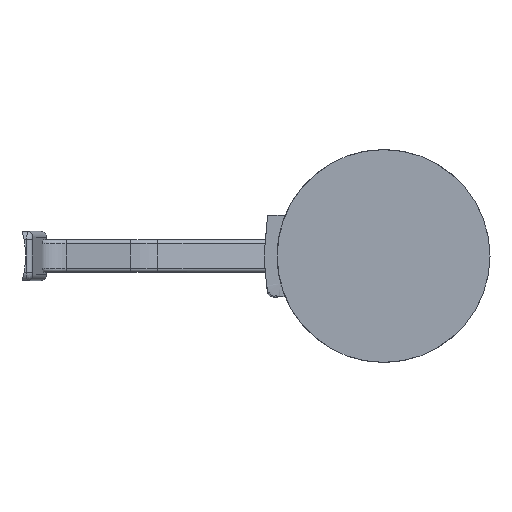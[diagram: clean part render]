
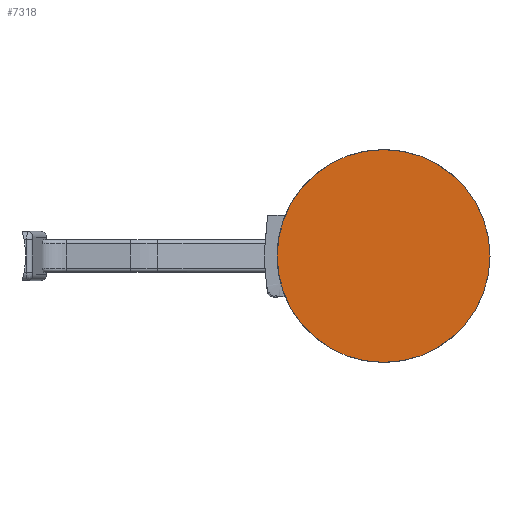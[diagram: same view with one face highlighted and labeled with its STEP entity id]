
A CAD part, left-side view. The second image highlights one B-rep face of the part: STEP entity #7318.
In plain terms, the highlighted planar face has unit normal (-1, 0, 0).
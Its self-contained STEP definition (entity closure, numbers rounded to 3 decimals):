
#7293=CARTESIAN_POINT('POINT93',(-34.544,25.146,0.));
#7294=VERTEX_POINT('VERTEX93',#7293);
#7295=CARTESIAN_POINT('POINT94',(-34.544,-40.894,0.));
#7296=VERTEX_POINT('VERTEX94',#7295);
#7297=CARTESIAN_POINT('POS175',(-34.544,-7.874,0.));
#7298=DIRECTION('DIR275',(-1.,0.,0.));
#7299=DIRECTION('DIR276',(0.,-1.,0.));
#7300=AXIS2_PLACEMENT_3D('AXIS101',#7297,#7298,#7299);
#7301=CIRCLE('ELLIPSE47',#7300,33.02);
#7302=EDGE_CURVE('EDGE149',#7294,#7296,#7301,.F.);
#7303=ORIENTED_EDGE('COEDGE275',*,*,#7302,.F.);
#7304=CARTESIAN_POINT('POS176',(-34.544,-7.874,0.));
#7305=DIRECTION('DIR277',(1.,0.,0.));
#7306=DIRECTION('DIR278',(0.,-1.,0.));
#7307=AXIS2_PLACEMENT_3D('AXIS102',#7304,#7305,#7306);
#7308=CIRCLE('ELLIPSE48',#7307,33.02);
#7309=EDGE_CURVE('EDGE150',#7294,#7296,#7308,.F.);
#7310=ORIENTED_EDGE('COEDGE276',*,*,#7309,.T.);
#7311=EDGE_LOOP('NONE',(#7303,#7310));
#7312=FACE_BOUND('LOOP1',#7311,.T.);
#7313=CARTESIAN_POINT('POS177',(-34.544,-7.874,0.));
#7314=DIRECTION('DIR279',(1.,0.,0.));
#7315=DIRECTION('DIR280',(0.,1.,0.));
#7316=AXIS2_PLACEMENT_3D('AXIS103',#7313,#7314,#7315);
#7317=PLANE('PLANE17',#7316);
#7318=ADVANCED_FACE('FACE59',(#7312),#7317,.F.);
